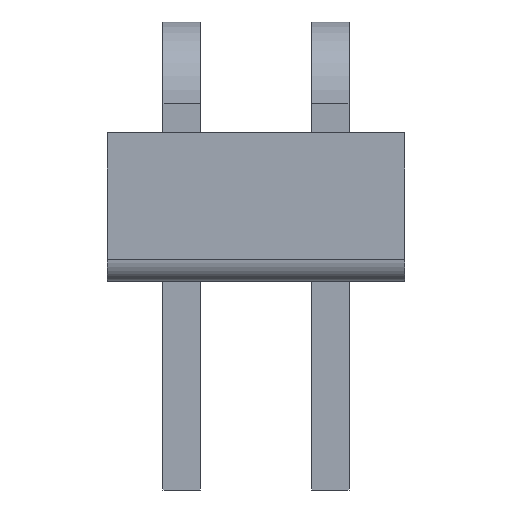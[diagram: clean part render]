
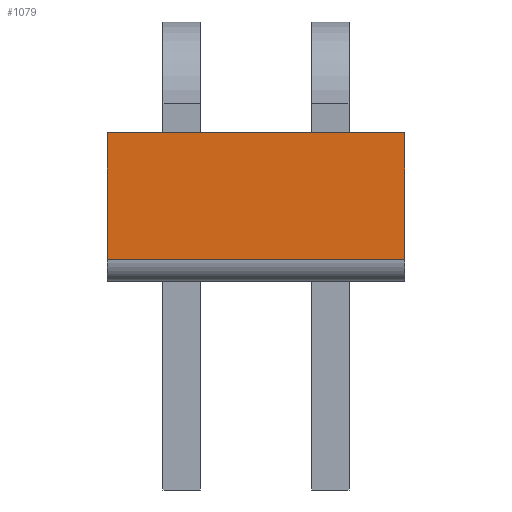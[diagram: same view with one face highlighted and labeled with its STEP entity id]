
A CAD part, front view. The second image highlights one B-rep face of the part: STEP entity #1079.
In plain terms, the highlighted planar face has unit normal (0, -1, 0).
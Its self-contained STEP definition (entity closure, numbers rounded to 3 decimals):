
#955=CARTESIAN_POINT('',(-2.54,-2.54,2.54));
#956=VERTEX_POINT('',#955);
#957=CARTESIAN_POINT('',(-2.54,-2.54,0.381));
#958=VERTEX_POINT('',#957);
#959=CARTESIAN_POINT('',(-2.54,-2.54,2.54));
#960=DIRECTION('',(0.0,0.0,-1.0));
#961=VECTOR('',#960,2.159);
#962=LINE('',#959,#961);
#963=EDGE_CURVE('',#956,#958,#962,.T.);
#1029=CARTESIAN_POINT('',(2.54,-2.54,0.381));
#1030=VERTEX_POINT('',#1029);
#1040=CARTESIAN_POINT('',(-2.54,-2.54,0.381));
#1041=DIRECTION('',(1.0,0.0,0.0));
#1042=VECTOR('',#1041,5.08);
#1043=LINE('',#1040,#1042);
#1044=EDGE_CURVE('',#958,#1030,#1043,.T.);
#1056=CARTESIAN_POINT('',(-2.794,-2.54,2.648));
#1057=DIRECTION('',(0.0,-1.0,0.0));
#1058=DIRECTION('',(1.0,0.0,0.0));
#1059=AXIS2_PLACEMENT_3D('',#1056,#1057,#1058);
#1060=PLANE('',#1059);
#1061=ORIENTED_EDGE('',*,*,#1044,.T.);
#1062=CARTESIAN_POINT('',(2.54,-2.54,2.54));
#1063=VERTEX_POINT('',#1062);
#1064=CARTESIAN_POINT('',(2.54,-2.54,2.54));
#1065=DIRECTION('',(0.0,0.0,-1.0));
#1066=VECTOR('',#1065,2.159);
#1067=LINE('',#1064,#1066);
#1068=EDGE_CURVE('',#1063,#1030,#1067,.T.);
#1069=ORIENTED_EDGE('',*,*,#1068,.F.);
#1070=CARTESIAN_POINT('',(-2.54,-2.54,2.54));
#1071=DIRECTION('',(1.0,0.0,0.0));
#1072=VECTOR('',#1071,5.08);
#1073=LINE('',#1070,#1072);
#1074=EDGE_CURVE('',#956,#1063,#1073,.T.);
#1075=ORIENTED_EDGE('',*,*,#1074,.F.);
#1076=ORIENTED_EDGE('',*,*,#963,.T.);
#1077=EDGE_LOOP('',(#1061,#1069,#1075,#1076));
#1078=FACE_OUTER_BOUND('',#1077,.T.);
#1079=ADVANCED_FACE('',(#1078),#1060,.T.);
